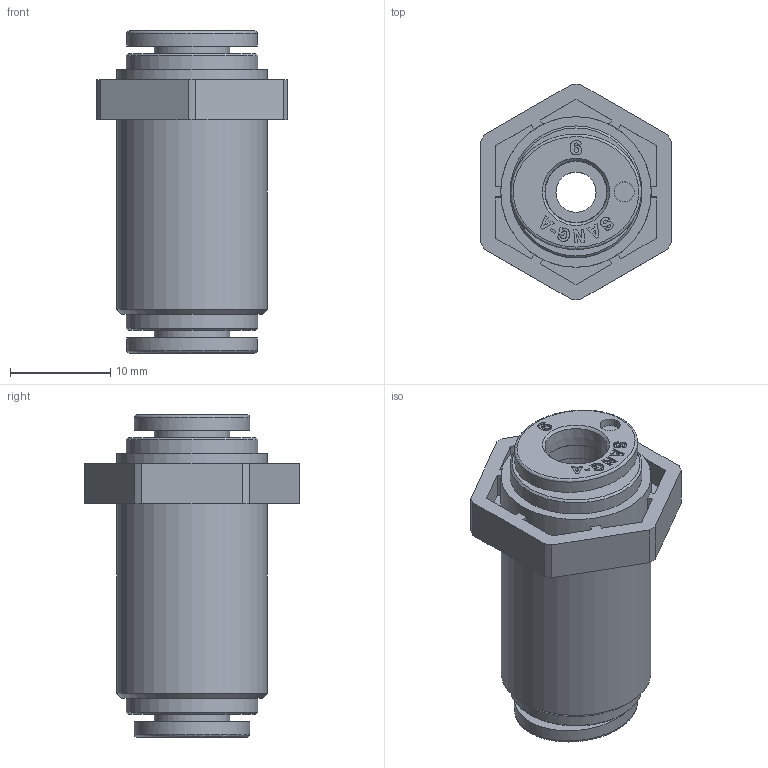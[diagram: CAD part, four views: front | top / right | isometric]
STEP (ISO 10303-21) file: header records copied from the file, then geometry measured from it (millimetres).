
FILE_DESCRIPTION((''),'2;1');
FILE_NAME('CR-PPM 06.stp','2020-08-25T15:48:28',('user'),(''),'Autodesk Inventor 2013','Autodesk Inventor 2013','');
FILE_SCHEMA(('AUTOMOTIVE_DESIGN { 1 0 10303 214 1 1 1 1 }'));
Length unit declared in the file: millimetre
Products named in the file (5): 조립품17; CR-PPM 06 BODY; CR-COLLAR 06; HR-Collar 06L(SUS); CR-SLEEVE 06
Assembly tree (5 placements, depth 3):
  조립품17
    CR-PPM 06 BODY
    CR-COLLAR 06  x2
      HR-Collar 06L(SUS)
      CR-SLEEVE 06
Bounding box: 19 x 21.5 x 32.1 mm (x, y, z)
Volume: 4634.7 mm3; surface area: 3725 mm2
Topology: 5 solids, 5 shells, 462 faces, 1272 edges, 848 vertices
Faces by surface type: plane 382, bspline 40, cylinder 33, cone 7
Full cylindrical faces by diameter (mm): 2 x2, 4 x1, 6.198 x2, 6.2 x2, 7.5 x2, 13.15 x2, 15 x2
Entity records: 8495 total; most frequent: CARTESIAN_POINT 1842, ORIENTED_EDGE 1378, DIRECTION 1281, EDGE_CURVE 689, VECTOR 589, LINE 589, VERTEX_POINT 467, AXIS2_PLACEMENT_3D 346
